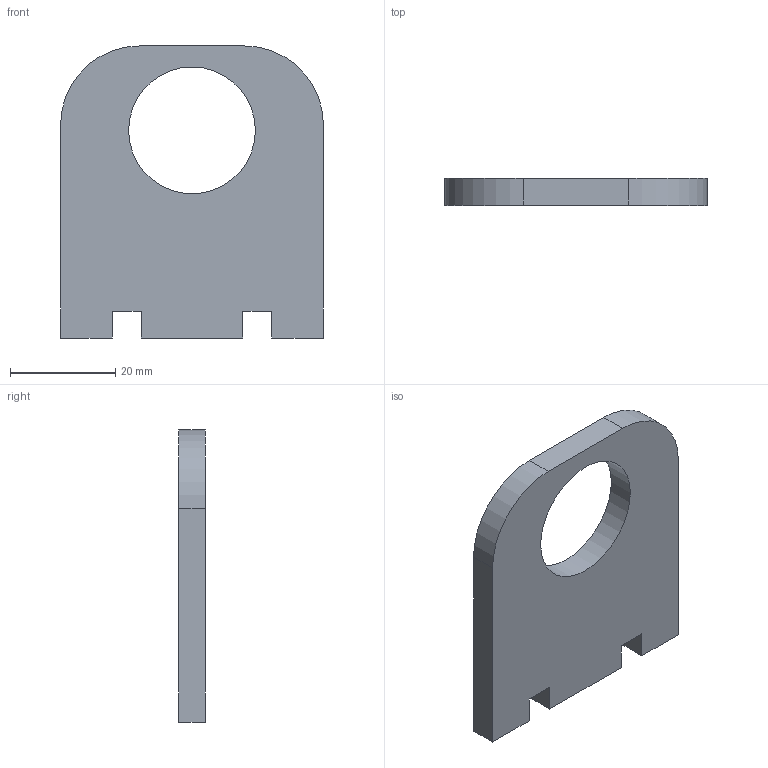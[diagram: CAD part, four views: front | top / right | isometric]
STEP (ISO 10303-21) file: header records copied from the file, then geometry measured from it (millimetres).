
FILE_DESCRIPTION(/* description */ (''),/* implementation_level */ '2;1');
FILE_NAME(/* name */ 'motorholder1A.stp',/* time_stamp */ '2025-04-16T21:43:43+03:00',/* author */ ('HP'),/* organization */ (''),/* preprocessor_version */ 'ST-DEVELOPER v20',/* originating_system */ 'Autodesk Inventor 2025',/* authorisation */ '');
FILE_SCHEMA (('AUTOMOTIVE_DESIGN { 1 0 10303 214 3 1 1 }'));
Length unit declared in the file: millimetre
Products named in the file (1): motorholder1A
Bounding box: 50 x 5.1 x 55.55 mm (x, y, z)
Volume: 11060.2 mm3; surface area: 5838.4 mm2
Topology: 1 solids, 1 shells, 17 faces, 45 edges, 30 vertices
Faces by surface type: plane 14, cylinder 3
Full cylindrical faces by diameter (mm): 24.1 x1
Entity records: 572 total; most frequent: CARTESIAN_POINT 93, ORIENTED_EDGE 90, DIRECTION 87, EDGE_CURVE 45, LINE 39, VECTOR 39, VERTEX_POINT 30, AXIS2_PLACEMENT_3D 24
